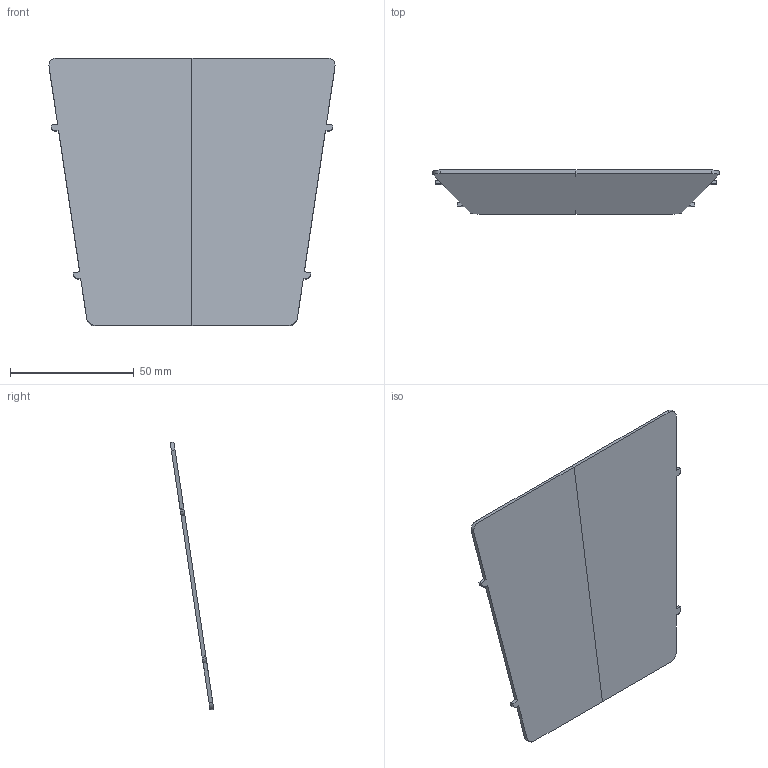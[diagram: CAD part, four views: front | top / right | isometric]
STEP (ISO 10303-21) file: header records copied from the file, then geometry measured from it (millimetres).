
FILE_DESCRIPTION(('FreeCAD Model'),'2;1');
FILE_NAME('Open CASCADE Shape Model','2023-10-20T20:46:13',(''),(''), 'Open CASCADE STEP processor 7.6','FreeCAD','Unknown');
FILE_SCHEMA(('AUTOMOTIVE_DESIGN { 1 0 10303 214 1 1 1 1 }'));
Length unit declared in the file: millimetre
Products named in the file (1): InsertionPart
Bounding box: 115.51 x 17.61 x 108.16 mm (x, y, z)
Volume: 16450.1 mm3; surface area: 22584.3 mm2
Topology: 1 solids, 1 shells, 34 faces, 92 edges, 60 vertices
Faces by surface type: plane 26, cylinder 8
Entity records: 2301 total; most frequent: CARTESIAN_POINT 419, DIRECTION 354, LINE 244, VECTOR 244, ORIENTED_EDGE 184, PCURVE 184, DEFINITIONAL_REPRESENTATION 184, EDGE_CURVE 92
